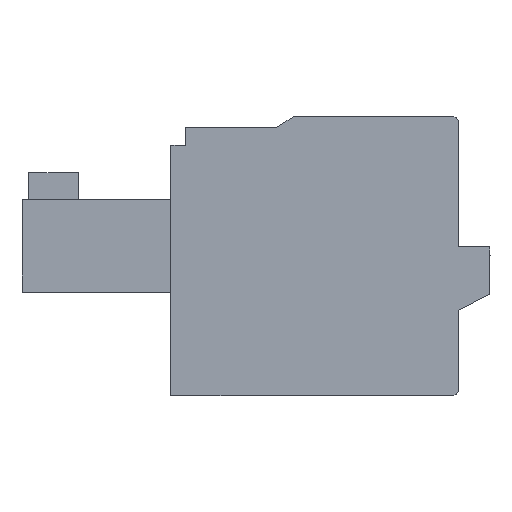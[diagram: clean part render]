
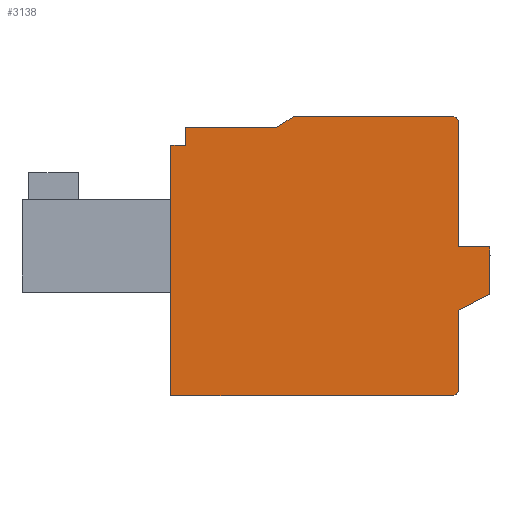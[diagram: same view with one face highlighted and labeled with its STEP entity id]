
A CAD part, left-side view. The second image highlights one B-rep face of the part: STEP entity #3138.
In plain terms, the highlighted planar face has unit normal (-1, 0, 0).
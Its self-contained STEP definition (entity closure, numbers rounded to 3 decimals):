
#2122=DIRECTION('',(0.,-0.838,0.545));
#2123=VECTOR('',#2122,0.917);
#2124=CARTESIAN_POINT('',(-3.756,9.454,
-0.5));
#2125=LINE('',#2124,#2123);
#2126=CARTESIAN_POINT('',(-3.756,1.7,-0.3));
#2127=DIRECTION('',(1.,0.,0.));
#2128=DIRECTION('',(0.,0.,1.));
#2129=AXIS2_PLACEMENT_3D('',#2126,#2127,#2128);
#2131=DIRECTION('',(0.,0.,-1.));
#2132=VECTOR('',#2131,5.5);
#2133=CARTESIAN_POINT('',(-3.756,1.4,-0.3));
#2134=LINE('',#2133,#2132);
#2135=DIRECTION('',(0.,0.894,-0.447));
#2136=VECTOR('',#2135,1.565);
#2137=CARTESIAN_POINT('',(-3.756,0.,-7.9));
#2138=LINE('',#2137,#2136);
#2139=DIRECTION('',(0.,0.,-1.));
#2140=VECTOR('',#2139,3.5);
#2141=CARTESIAN_POINT('',(-3.756,1.4,-8.6));
#2142=LINE('',#2141,#2140);
#2143=CARTESIAN_POINT('',(-3.756,1.7,-12.1));
#2144=DIRECTION('',(1.,0.,0.));
#2145=DIRECTION('',(0.,-1.,0.));
#2146=AXIS2_PLACEMENT_3D('',#2143,#2144,#2145);
#2148=DIRECTION('',(0.,0.,-1.));
#2149=VECTOR('',#2148,11.1);
#2150=CARTESIAN_POINT('',(-3.756,14.15,-1.3));
#2151=LINE('',#2150,#2149);
#2161=DIRECTION('',(0.,1.,0.));
#2162=VECTOR('',#2161,0.65);
#2163=CARTESIAN_POINT('',(-3.756,13.5,-1.3));
#2164=LINE('',#2163,#2162);
#2207=DIRECTION('',(0.,1.,0.));
#2208=VECTOR('',#2207,6.984);
#2209=CARTESIAN_POINT('',(-3.756,1.7,0.));
#2210=LINE('',#2209,#2208);
#2227=DIRECTION('',(0.,1.,0.));
#2228=VECTOR('',#2227,4.046);
#2229=CARTESIAN_POINT('',(-3.756,9.454,
-0.5));
#2230=LINE('',#2229,#2228);
#2243=DIRECTION('',(0.,0.,-1.));
#2244=VECTOR('',#2243,0.8);
#2245=CARTESIAN_POINT('',(-3.756,13.5,-0.5));
#2246=LINE('',#2245,#2244);
#2251=DIRECTION('',(0.,-1.,0.));
#2252=VECTOR('',#2251,12.45);
#2253=CARTESIAN_POINT('',(-3.756,14.15,-12.4));
#2254=LINE('',#2253,#2252);
#2530=DIRECTION('',(0.,1.,0.));
#2531=VECTOR('',#2530,1.4);
#2532=CARTESIAN_POINT('',(-3.756,0.,-5.8));
#2533=LINE('',#2532,#2531);
#2562=DIRECTION('',(0.,0.,1.));
#2563=VECTOR('',#2562,2.1);
#2564=CARTESIAN_POINT('',(-3.756,0.,-7.9));
#2565=LINE('',#2564,#2563);
#2829=CARTESIAN_POINT('',(-3.756,1.4,-8.6));
#2831=VERTEX_POINT('',#2829);
#2832=CARTESIAN_POINT('',(-3.756,1.4,-5.8));
#2834=VERTEX_POINT('',#2832);
#2836=CARTESIAN_POINT('',(-3.756,1.4,-0.3));
#2837=VERTEX_POINT('',#2836);
#2857=CARTESIAN_POINT('',(-3.756,1.7,0.));
#2859=VERTEX_POINT('',#2857);
#2860=CARTESIAN_POINT('',(-3.756,14.15,-1.3));
#2861=CARTESIAN_POINT('',(-3.756,14.15,-12.4));
#2862=VERTEX_POINT('',#2860);
#2863=VERTEX_POINT('',#2861);
#2864=CARTESIAN_POINT('',(-3.756,13.5,-1.3));
#2865=VERTEX_POINT('',#2864);
#2866=CARTESIAN_POINT('',(-3.756,13.5,-0.5));
#2867=VERTEX_POINT('',#2866);
#2868=CARTESIAN_POINT('',(-3.756,9.454,
-0.5));
#2869=VERTEX_POINT('',#2868);
#2870=CARTESIAN_POINT('',(-3.756,8.684,
0.));
#2871=VERTEX_POINT('',#2870);
#2872=CARTESIAN_POINT('',(-3.756,0.,-5.8));
#2873=VERTEX_POINT('',#2872);
#2874=CARTESIAN_POINT('',(-3.756,0.,-7.9));
#2875=VERTEX_POINT('',#2874);
#2876=CARTESIAN_POINT('',(-3.756,1.4,-12.1));
#2877=VERTEX_POINT('',#2876);
#2878=CARTESIAN_POINT('',(-3.756,1.7,-12.4));
#2879=VERTEX_POINT('',#2878);
#3106=CARTESIAN_POINT('',(-3.756,7.075,-6.2));
#3107=DIRECTION('',(1.,0.,0.));
#3108=DIRECTION('',(0.,0.,1.));
#3109=AXIS2_PLACEMENT_3D('',#3106,#3107,#3108);
#3110=PLANE('',#3109);
#3112=ORIENTED_EDGE('',*,*,#3111,.F.);
#3114=ORIENTED_EDGE('',*,*,#3113,.F.);
#3116=ORIENTED_EDGE('',*,*,#3115,.F.);
#3118=ORIENTED_EDGE('',*,*,#3117,.F.);
#3120=ORIENTED_EDGE('',*,*,#3119,.T.);
#3122=ORIENTED_EDGE('',*,*,#3121,.F.);
#3123=ORIENTED_EDGE('',*,*,#3097,.T.);
#3124=ORIENTED_EDGE('',*,*,#3063,.T.);
#3126=ORIENTED_EDGE('',*,*,#3125,.F.);
#3128=ORIENTED_EDGE('',*,*,#3127,.F.);
#3130=ORIENTED_EDGE('',*,*,#3129,.T.);
#3131=ORIENTED_EDGE('',*,*,#3055,.T.);
#3133=ORIENTED_EDGE('',*,*,#3132,.T.);
#3135=ORIENTED_EDGE('',*,*,#3134,.F.);
#3136=EDGE_LOOP('',(#3112,#3114,#3116,#3118,#3120,#3122,#3123,#3124,#3126,#3128,
#3130,#3131,#3133,#3135));
#3137=FACE_OUTER_BOUND('',#3136,.F.);
#2130=CIRCLE('',#2129,0.3);
#2147=CIRCLE('',#2146,0.3);
#3055=EDGE_CURVE('',#2831,#2877,#2142,.T.);
#3063=EDGE_CURVE('',#2837,#2834,#2134,.T.);
#3097=EDGE_CURVE('',#2859,#2837,#2130,.T.);
#3111=EDGE_CURVE('',#2862,#2863,#2151,.T.);
#3113=EDGE_CURVE('',#2865,#2862,#2164,.T.);
#3115=EDGE_CURVE('',#2867,#2865,#2246,.T.);
#3117=EDGE_CURVE('',#2869,#2867,#2230,.T.);
#3119=EDGE_CURVE('',#2869,#2871,#2125,.T.);
#3121=EDGE_CURVE('',#2859,#2871,#2210,.T.);
#3125=EDGE_CURVE('',#2873,#2834,#2533,.T.);
#3127=EDGE_CURVE('',#2875,#2873,#2565,.T.);
#3129=EDGE_CURVE('',#2875,#2831,#2138,.T.);
#3132=EDGE_CURVE('',#2877,#2879,#2147,.T.);
#3134=EDGE_CURVE('',#2863,#2879,#2254,.T.);
#3138=ADVANCED_FACE('',(#3137),#3110,.F.);
